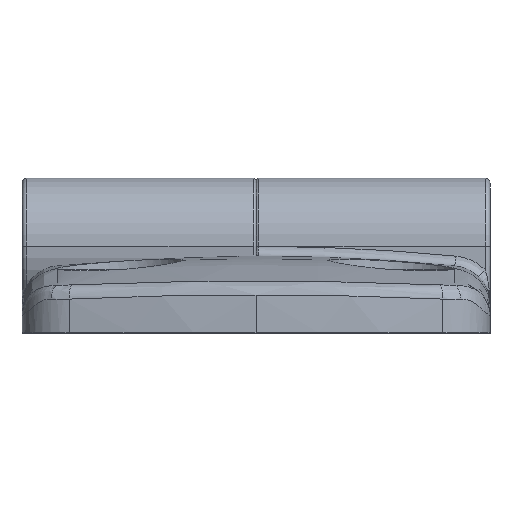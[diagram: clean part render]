
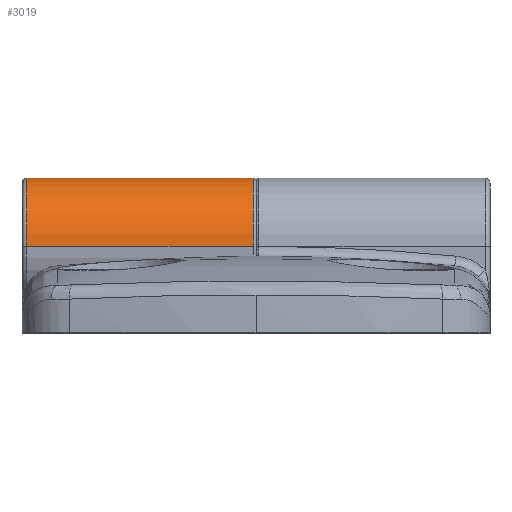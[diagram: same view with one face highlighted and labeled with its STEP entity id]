
A CAD part, top view. The second image highlights one B-rep face of the part: STEP entity #3019.
In plain terms, the highlighted cylindrical face has radius 7 mm (diameter 14 mm), a partial arc.
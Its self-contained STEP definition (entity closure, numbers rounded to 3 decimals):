
#5 = EDGE_CURVE ( 'NONE', #1137, #2849, #2305, .T. ) ;
#157 = EDGE_LOOP ( 'NONE', ( #2370, #3747, #2157, #2576 ) ) ;
#505 = VECTOR ( 'NONE', #3514, 1000. ) ;
#791 = VERTEX_POINT ( 'NONE', #1702 ) ;
#940 = CARTESIAN_POINT ( 'NONE',  ( 24., 8.9, -7. ) ) ;
#953 = DIRECTION ( 'NONE',  ( 0., 0., 1. ) ) ;
#956 = AXIS2_PLACEMENT_3D ( 'NONE', #957, #3779, #953 ) ;
#957 = CARTESIAN_POINT ( 'NONE',  ( 24., 8.9, 0. ) ) ;
#995 = CARTESIAN_POINT ( 'NONE',  ( -0.3, 8.9, 7. ) ) ;
#1010 = VECTOR ( 'NONE', #2392, 1000. ) ;
#1039 = DIRECTION ( 'NONE',  ( 0., 0., 1. ) ) ;
#1137 = VERTEX_POINT ( 'NONE', #995 ) ;
#1324 = CARTESIAN_POINT ( 'NONE',  ( -23.5, 8.9, 0. ) ) ;
#1702 = CARTESIAN_POINT ( 'NONE',  ( -23.5, 8.9, -7. ) ) ;
#1787 = LINE ( 'NONE', #940, #1010 ) ;
#1788 = CARTESIAN_POINT ( 'NONE',  ( 24., 8.9, 7. ) ) ;
#1850 = CARTESIAN_POINT ( 'NONE',  ( -0.3, 8.9, -7. ) ) ;
#1911 = CYLINDRICAL_SURFACE ( 'NONE', #956, 7. ) ;
#1915 = CIRCLE ( 'NONE', #1945, 7. ) ;
#1945 = AXIS2_PLACEMENT_3D ( 'NONE', #1324, #3070, #1039 ) ;
#2157 = ORIENTED_EDGE ( 'NONE', *, *, #2766, .T. ) ;
#2244 = CARTESIAN_POINT ( 'NONE',  ( -0.3, 8.9, 0. ) ) ;
#2273 = DIRECTION ( 'NONE',  ( -1., 0., 0. ) ) ;
#2305 = CIRCLE ( 'NONE', #2451, 7. ) ;
#2345 = EDGE_CURVE ( 'NONE', #791, #3065, #1915, .T. ) ;
#2370 = ORIENTED_EDGE ( 'NONE', *, *, #2700, .F. ) ;
#2372 = DIRECTION ( 'NONE',  ( 0., 0., -1. ) ) ;
#2392 = DIRECTION ( 'NONE',  ( -1., 0., 0. ) ) ;
#2451 = AXIS2_PLACEMENT_3D ( 'NONE', #2244, #2273, #2372 ) ;
#2576 = ORIENTED_EDGE ( 'NONE', *, *, #2345, .T. ) ;
#2700 = EDGE_CURVE ( 'NONE', #1137, #3065, #2734, .T. ) ;
#2734 = LINE ( 'NONE', #1788, #505 ) ;
#2766 = EDGE_CURVE ( 'NONE', #2849, #791, #1787, .T. ) ;
#2849 = VERTEX_POINT ( 'NONE', #1850 ) ;
#2864 = FACE_OUTER_BOUND ( 'NONE', #157, .T. ) ;
#3019 = ADVANCED_FACE ( 'NONE', ( #2864 ), #1911, .T. ) ;
#3065 = VERTEX_POINT ( 'NONE', #3683 ) ;
#3070 = DIRECTION ( 'NONE',  ( 1., 0., 0. ) ) ;
#3514 = DIRECTION ( 'NONE',  ( -1., 0., 0. ) ) ;
#3683 = CARTESIAN_POINT ( 'NONE',  ( -23.5, 8.9, 7. ) ) ;
#3747 = ORIENTED_EDGE ( 'NONE', *, *, #5, .T. ) ;
#3779 = DIRECTION ( 'NONE',  ( -1., 0., 0. ) ) ;
